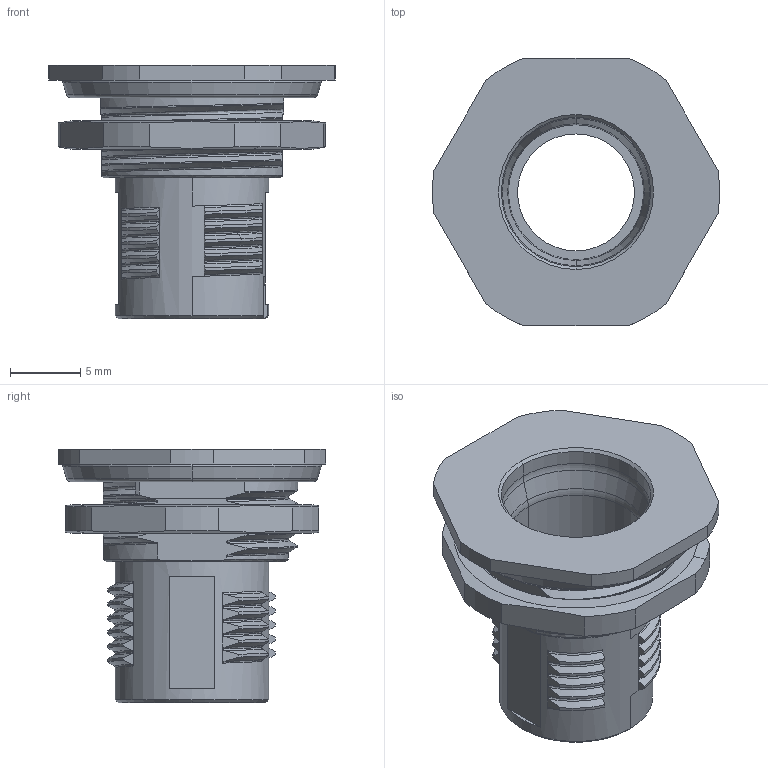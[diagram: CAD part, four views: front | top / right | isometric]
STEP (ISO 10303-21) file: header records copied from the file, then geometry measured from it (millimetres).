
FILE_DESCRIPTION((''),'2;1');
FILE_NAME('1414002_ASM','2018-10-08T',('cosa01'),(''),'PRO/ENGINEER BY PARAMETRIC TECHNOLOGY CORPORATION, 2014200','PRO/ENGINEER BY PARAMETRIC TECHNOLOGY CORPORATION, 2014200','');
FILE_SCHEMA(('AUTOMOTIVE_DESIGN { 1 0 10303 214 1 1 1 1 }'));
Length unit declared in the file: millimetre
Products named in the file (3): 1414002; 415850; 1414002_ASM
Assembly tree (2 placements, depth 2):
  1414002_ASM
    1414002
    415850
Bounding box: 20.37 x 19 x 18 mm (x, y, z)
Volume: 1292.5 mm3; surface area: 2455.6 mm2
Topology: 2 solids, 2 shells, 311 faces, 813 edges, 513 vertices
Faces by surface type: bspline 161, plane 74, cylinder 31, cone 31, torus 14
Entity records: 15973 total; most frequent: CARTESIAN_POINT 9083, ORIENTED_EDGE 1626, EDGE_CURVE 813, DIRECTION 802, VERTEX_POINT 513, B_SPLINE_CURVE_WITH_KNOTS 446, EDGE_LOOP 322, FACE_OUTER_BOUND 311
